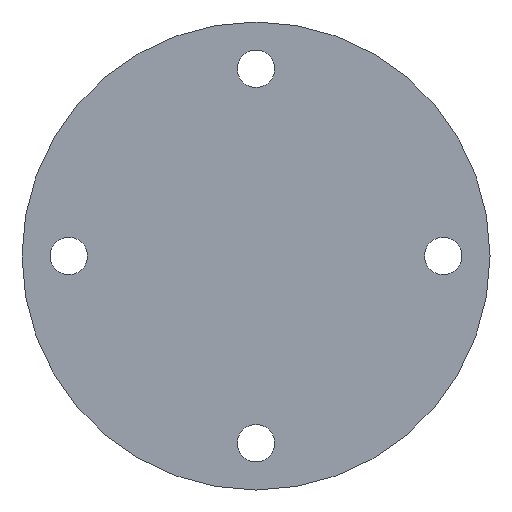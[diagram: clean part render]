
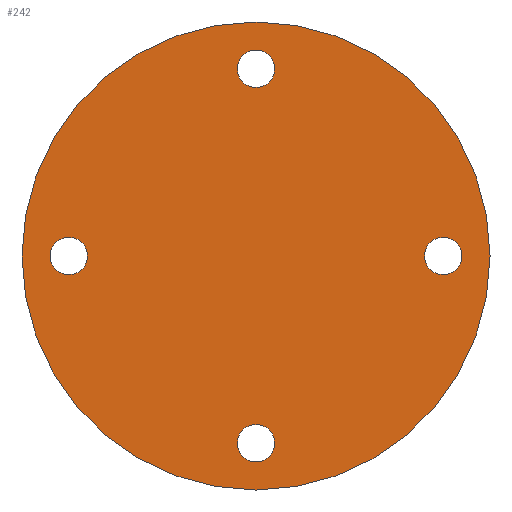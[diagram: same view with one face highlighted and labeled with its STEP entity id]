
A CAD part, front view. The second image highlights one B-rep face of the part: STEP entity #242.
In plain terms, the highlighted planar face has unit normal (0, -1, 0).
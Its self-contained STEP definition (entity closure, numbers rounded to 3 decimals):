
#51=FACE_BOUND('',#110,.T.);
#52=FACE_BOUND('',#111,.T.);
#53=FACE_BOUND('',#112,.T.);
#54=FACE_BOUND('',#113,.T.);
#69=FACE_OUTER_BOUND('',#109,.T.);
#109=EDGE_LOOP('',(#219));
#110=EDGE_LOOP('',(#220));
#111=EDGE_LOOP('',(#221));
#112=EDGE_LOOP('',(#222));
#113=EDGE_LOOP('',(#223));
#131=CIRCLE('',#272,2.);
#132=CIRCLE('',#274,2.);
#133=CIRCLE('',#276,2.);
#134=CIRCLE('',#278,2.);
#135=CIRCLE('',#280,25.);
#153=VERTEX_POINT('',#403);
#154=VERTEX_POINT('',#406);
#155=VERTEX_POINT('',#409);
#156=VERTEX_POINT('',#412);
#157=VERTEX_POINT('',#415);
#175=EDGE_CURVE('',#153,#153,#131,.T.);
#176=EDGE_CURVE('',#154,#154,#132,.T.);
#177=EDGE_CURVE('',#155,#155,#133,.T.);
#178=EDGE_CURVE('',#156,#156,#134,.T.);
#179=EDGE_CURVE('',#157,#157,#135,.T.);
#219=ORIENTED_EDGE('',*,*,#179,.F.);
#220=ORIENTED_EDGE('',*,*,#178,.F.);
#221=ORIENTED_EDGE('',*,*,#177,.F.);
#222=ORIENTED_EDGE('',*,*,#176,.F.);
#223=ORIENTED_EDGE('',*,*,#175,.F.);
#227=PLANE('',#281);
#242=ADVANCED_FACE('',(#69,#51,#52,#53,#54),#227,.F.);
#272=AXIS2_PLACEMENT_3D('',#404,#338,#339);
#274=AXIS2_PLACEMENT_3D('',#407,#342,#343);
#276=AXIS2_PLACEMENT_3D('',#410,#346,#347);
#278=AXIS2_PLACEMENT_3D('',#413,#350,#351);
#280=AXIS2_PLACEMENT_3D('',#416,#354,#355);
#281=AXIS2_PLACEMENT_3D('',#417,#356,#357);
#338=DIRECTION('center_axis',(0.,-1.,0.));
#339=DIRECTION('ref_axis',(1.,0.,0.));
#342=DIRECTION('center_axis',(0.,-1.,0.));
#343=DIRECTION('ref_axis',(1.,0.,0.));
#346=DIRECTION('center_axis',(0.,-1.,0.));
#347=DIRECTION('ref_axis',(1.,0.,0.));
#350=DIRECTION('center_axis',(0.,-1.,0.));
#351=DIRECTION('ref_axis',(1.,0.,0.));
#354=DIRECTION('center_axis',(0.,1.,0.));
#355=DIRECTION('ref_axis',(1.,0.,0.));
#356=DIRECTION('center_axis',(0.,1.,0.));
#357=DIRECTION('ref_axis',(1.,0.,0.));
#403=CARTESIAN_POINT('',(18.,0.,0.));
#404=CARTESIAN_POINT('Origin',(20.,0.,0.));
#406=CARTESIAN_POINT('',(-2.,0.,-20.));
#407=CARTESIAN_POINT('Origin',(0.,0.,-20.));
#409=CARTESIAN_POINT('',(-22.,0.,0.));
#410=CARTESIAN_POINT('Origin',(-20.,0.,0.));
#412=CARTESIAN_POINT('',(-2.,0.,20.));
#413=CARTESIAN_POINT('Origin',(0.,0.,20.));
#415=CARTESIAN_POINT('',(-25.,0.,0.));
#416=CARTESIAN_POINT('Origin',(0.,0.,0.));
#417=CARTESIAN_POINT('Origin',(0.,0.,0.));
